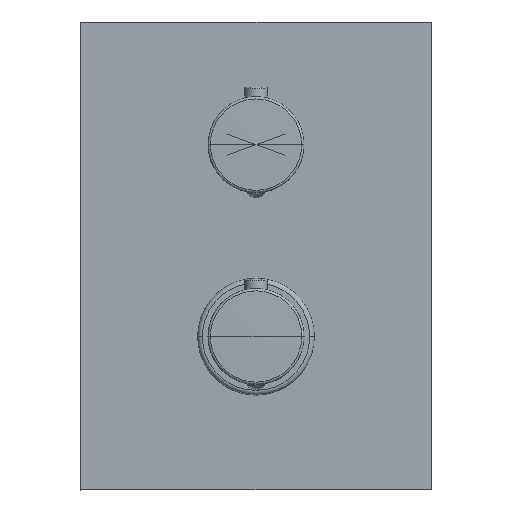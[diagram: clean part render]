
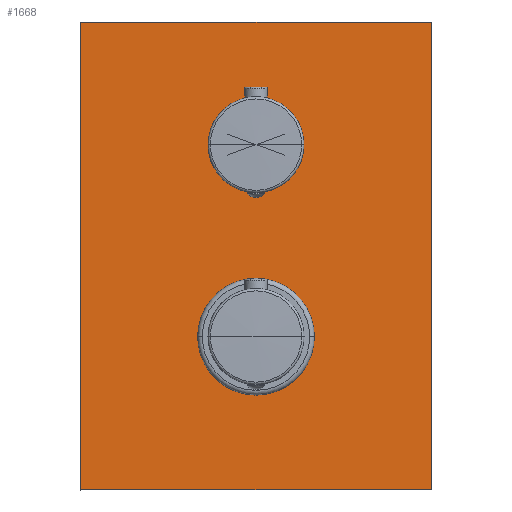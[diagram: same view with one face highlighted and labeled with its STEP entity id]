
A CAD part, top view. The second image highlights one B-rep face of the part: STEP entity #1668.
In plain terms, the highlighted planar face has unit normal (0, 0, 1).
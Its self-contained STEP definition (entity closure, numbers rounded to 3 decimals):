
#54=DIRECTION('',(0.,1.,0.));
#55=VECTOR('',#54,200.);
#56=CARTESIAN_POINT('',(75.,-65.5,45.99));
#57=LINE('',#56,#55);
#58=DIRECTION('',(1.,0.,0.));
#59=VECTOR('',#58,150.);
#60=CARTESIAN_POINT('',(-75.,-65.5,45.99));
#61=LINE('',#60,#59);
#62=DIRECTION('',(0.,-1.,0.));
#63=VECTOR('',#62,200.);
#64=CARTESIAN_POINT('',(-75.,134.5,45.99));
#65=LINE('',#64,#63);
#66=DIRECTION('',(-1.,0.,0.));
#67=VECTOR('',#66,150.);
#68=CARTESIAN_POINT('',(75.,134.5,45.99));
#69=LINE('',#68,#67);
#70=CARTESIAN_POINT('',(0.,82.,45.99));
#71=DIRECTION('',(0.,0.,-1.));
#72=DIRECTION('',(-1.,0.,0.));
#73=AXIS2_PLACEMENT_3D('',#70,#71,#72);
#80=CARTESIAN_POINT('',(0.,82.,45.99));
#81=DIRECTION('',(0.,0.,-1.));
#82=DIRECTION('',(1.,0.,0.));
#83=AXIS2_PLACEMENT_3D('',#80,#81,#82);
#662=CARTESIAN_POINT('',(0.,0.,45.99));
#663=DIRECTION('',(0.,0.,1.));
#664=DIRECTION('',(1.,0.,0.));
#665=AXIS2_PLACEMENT_3D('',#662,#663,#664);
#676=CARTESIAN_POINT('',(0.,0.,45.99));
#677=DIRECTION('',(0.,0.,1.));
#678=DIRECTION('',(-1.,0.,0.));
#679=AXIS2_PLACEMENT_3D('',#676,#677,#678);
#1472=CARTESIAN_POINT('',(75.,-65.5,45.99));
#1473=CARTESIAN_POINT('',(75.,134.5,45.99));
#1474=VERTEX_POINT('',#1472);
#1475=VERTEX_POINT('',#1473);
#1476=CARTESIAN_POINT('',(-75.,134.5,45.99));
#1477=VERTEX_POINT('',#1476);
#1478=CARTESIAN_POINT('',(-75.,-65.5,45.99));
#1479=VERTEX_POINT('',#1478);
#1530=CARTESIAN_POINT('',(24.95,0.,45.99));
#1531=CARTESIAN_POINT('',(-24.95,0.,45.99));
#1532=VERTEX_POINT('',#1530);
#1533=VERTEX_POINT('',#1531);
#1534=CARTESIAN_POINT('',(-13.4,82.,45.99));
#1535=CARTESIAN_POINT('',(13.4,82.,45.99));
#1536=VERTEX_POINT('',#1534);
#1537=VERTEX_POINT('',#1535);
#1645=CARTESIAN_POINT('',(0.,34.5,45.99));
#1646=DIRECTION('',(0.,0.,1.));
#1647=DIRECTION('',(-1.,0.,0.));
#1648=AXIS2_PLACEMENT_3D('',#1645,#1646,#1647);
#1649=PLANE('',#1648);
#1650=ORIENTED_EDGE('',*,*,#1569,.F.);
#1651=ORIENTED_EDGE('',*,*,#1591,.F.);
#1652=ORIENTED_EDGE('',*,*,#1612,.F.);
#1653=ORIENTED_EDGE('',*,*,#1632,.F.);
#1654=EDGE_LOOP('',(#1650,#1651,#1652,#1653));
#1655=FACE_OUTER_BOUND('',#1654,.F.);
#1657=ORIENTED_EDGE('',*,*,#1656,.F.);
#1659=ORIENTED_EDGE('',*,*,#1658,.F.);
#1660=EDGE_LOOP('',(#1657,#1659));
#1661=FACE_BOUND('',#1660,.F.);
#1663=ORIENTED_EDGE('',*,*,#1662,.T.);
#1665=ORIENTED_EDGE('',*,*,#1664,.T.);
#1666=EDGE_LOOP('',(#1663,#1665));
#1667=FACE_BOUND('',#1666,.F.);
#1668=ADVANCED_FACE('',(#1655,#1661,#1667),#1649,.T.);
#74=CIRCLE('',#73,13.4);
#84=CIRCLE('',#83,13.4);
#666=CIRCLE('',#665,24.95);
#680=CIRCLE('',#679,24.95);
#1569=EDGE_CURVE('',#1474,#1475,#57,.T.);
#1591=EDGE_CURVE('',#1479,#1474,#61,.T.);
#1612=EDGE_CURVE('',#1477,#1479,#65,.T.);
#1632=EDGE_CURVE('',#1475,#1477,#69,.T.);
#1656=EDGE_CURVE('',#1536,#1537,#74,.T.);
#1658=EDGE_CURVE('',#1537,#1536,#84,.T.);
#1662=EDGE_CURVE('',#1532,#1533,#666,.T.);
#1664=EDGE_CURVE('',#1533,#1532,#680,.T.);
